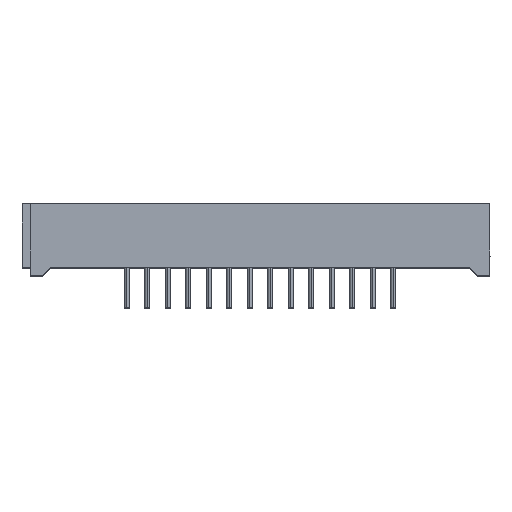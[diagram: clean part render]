
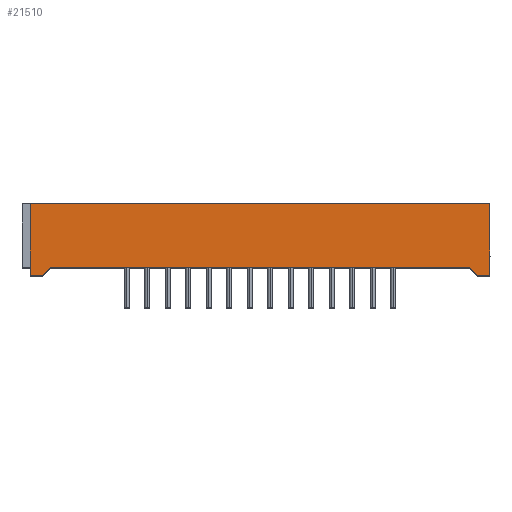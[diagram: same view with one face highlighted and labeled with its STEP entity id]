
A CAD part, top view. The second image highlights one B-rep face of the part: STEP entity #21510.
In plain terms, the highlighted planar face has unit normal (0, 0, 1).
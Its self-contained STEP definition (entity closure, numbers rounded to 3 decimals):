
#360 = VERTEX_POINT ( 'NONE', #24002 ) ;
#362 = VERTEX_POINT ( 'NONE', #24000 ) ;
#364 = EDGE_CURVE ( 'NONE', #362, #360, #23999, .T. ) ;
#8431 = CARTESIAN_POINT ( 'NONE',  ( -28.5, 4.45, 39.95 ) ) ;
#8432 = DIRECTION ( 'NONE',  ( 0., -1., 0. ) ) ;
#8433 = VECTOR ( 'NONE', #8432, 1000. ) ;
#8434 = CARTESIAN_POINT ( 'NONE',  ( -28.5, 0., 39.95 ) ) ;
#8435 = LINE ( 'NONE', #8434, #8433 ) ;
#8436 = CARTESIAN_POINT ( 'NONE',  ( -28.5, -4.45, 39.95 ) ) ;
#10620 = CARTESIAN_POINT ( 'NONE',  ( -26., -3.45, 39.95 ) ) ;
#10621 = DIRECTION ( 'NONE',  ( -1., 0., 0. ) ) ;
#10622 = VECTOR ( 'NONE', #10621, 1000. ) ;
#10623 = CARTESIAN_POINT ( 'NONE',  ( -26., -3.45, 39.95 ) ) ;
#10624 = LINE ( 'NONE', #10623, #10622 ) ;
#10625 = CARTESIAN_POINT ( 'NONE',  ( 26., -3.45, 39.95 ) ) ;
#11140 = DIRECTION ( 'NONE',  ( -1., 0., 0. ) ) ;
#11141 = VECTOR ( 'NONE', #11140, 1000. ) ;
#11142 = CARTESIAN_POINT ( 'NONE',  ( 28.5, 4.45, 39.95 ) ) ;
#11143 = LINE ( 'NONE', #11142, #11141 ) ;
#11333 = CARTESIAN_POINT ( 'NONE',  ( 27., -4.45, 39.95 ) ) ;
#11334 = DIRECTION ( 'NONE',  ( -1., 0., 0. ) ) ;
#11335 = VECTOR ( 'NONE', #11334, 1000. ) ;
#11336 = CARTESIAN_POINT ( 'NONE',  ( 28.5, -4.45, 39.95 ) ) ;
#11337 = LINE ( 'NONE', #11336, #11335 ) ;
#11527 = LINE ( 'NONE', #11578, #11577 ) ;
#11561 = FACE_OUTER_BOUND ( 'NONE', #21429, .T. ) ;
#11567 = DIRECTION ( 'NONE',  ( -0.707, -0.707, 0. ) ) ;
#11568 = VECTOR ( 'NONE', #11567, 1000. ) ;
#11569 = CARTESIAN_POINT ( 'NONE',  ( -27., -4.45, 39.95 ) ) ;
#11570 = LINE ( 'NONE', #11569, #11568 ) ;
#11571 = CARTESIAN_POINT ( 'NONE',  ( -27., -4.45, 39.95 ) ) ;
#11572 = DIRECTION ( 'NONE',  ( -1., 0., 0. ) ) ;
#11573 = VECTOR ( 'NONE', #11572, 1000. ) ;
#11574 = CARTESIAN_POINT ( 'NONE',  ( 28.5, -4.45, 39.95 ) ) ;
#11575 = LINE ( 'NONE', #11574, #11573 ) ;
#11576 = DIRECTION ( 'NONE',  ( -0.707, 0.707, 0. ) ) ;
#11577 = VECTOR ( 'NONE', #11576, 1000. ) ;
#11578 = CARTESIAN_POINT ( 'NONE',  ( 26., -3.45, 39.95 ) ) ;
#11597 = DIRECTION ( 'NONE',  ( -1., 0., 0. ) ) ;
#11598 = DIRECTION ( 'NONE',  ( 0., 0., -1. ) ) ;
#11599 = CARTESIAN_POINT ( 'NONE',  ( 28.5, 0., 39.95 ) ) ;
#11600 = AXIS2_PLACEMENT_3D ( 'NONE', #11599, #11598, #11597 ) ;
#11602 = PLANE ( 'NONE',  #11600 ) ;
#20315 = VERTEX_POINT ( 'NONE', #8436 ) ;
#20317 = EDGE_CURVE ( 'NONE', #20318, #20315, #8435, .T. ) ;
#20318 = VERTEX_POINT ( 'NONE', #8431 ) ;
#21091 = VERTEX_POINT ( 'NONE', #10625 ) ;
#21093 = EDGE_CURVE ( 'NONE', #21091, #21094, #10624, .T. ) ;
#21094 = VERTEX_POINT ( 'NONE', #10620 ) ;
#21339 = EDGE_CURVE ( 'NONE', #362, #20318, #11143, .T. ) ;
#21415 = EDGE_CURVE ( 'NONE', #360, #21416, #11337, .T. ) ;
#21416 = VERTEX_POINT ( 'NONE', #11333 ) ;
#21429 = EDGE_LOOP ( 'NONE', ( #21490, #21491, #21493, #21494, #21495, #21496, #21497, #21500 ) ) ;
#21490 = ORIENTED_EDGE ( 'NONE', *, *, #21093, .F. ) ;
#21491 = ORIENTED_EDGE ( 'NONE', *, *, #21492, .F. ) ;
#21492 = EDGE_CURVE ( 'NONE', #21416, #21091, #11527, .T. ) ;
#21493 = ORIENTED_EDGE ( 'NONE', *, *, #21415, .F. ) ;
#21494 = ORIENTED_EDGE ( 'NONE', *, *, #364, .F. ) ;
#21495 = ORIENTED_EDGE ( 'NONE', *, *, #21339, .T. ) ;
#21496 = ORIENTED_EDGE ( 'NONE', *, *, #20317, .T. ) ;
#21497 = ORIENTED_EDGE ( 'NONE', *, *, #21498, .F. ) ;
#21498 = EDGE_CURVE ( 'NONE', #21499, #20315, #11575, .T. ) ;
#21499 = VERTEX_POINT ( 'NONE', #11571 ) ;
#21500 = ORIENTED_EDGE ( 'NONE', *, *, #21501, .F. ) ;
#21501 = EDGE_CURVE ( 'NONE', #21094, #21499, #11570, .T. ) ;
#21510 = ADVANCED_FACE ( 'NONE', ( #11561 ), #11602, .F. ) ;
#23996 = DIRECTION ( 'NONE',  ( 0., -1., 0. ) ) ;
#23997 = VECTOR ( 'NONE', #23996, 1000. ) ;
#23998 = CARTESIAN_POINT ( 'NONE',  ( 28.5, 0., 39.95 ) ) ;
#23999 = LINE ( 'NONE', #23998, #23997 ) ;
#24000 = CARTESIAN_POINT ( 'NONE',  ( 28.5, 4.45, 39.95 ) ) ;
#24002 = CARTESIAN_POINT ( 'NONE',  ( 28.5, -4.45, 39.95 ) ) ;
